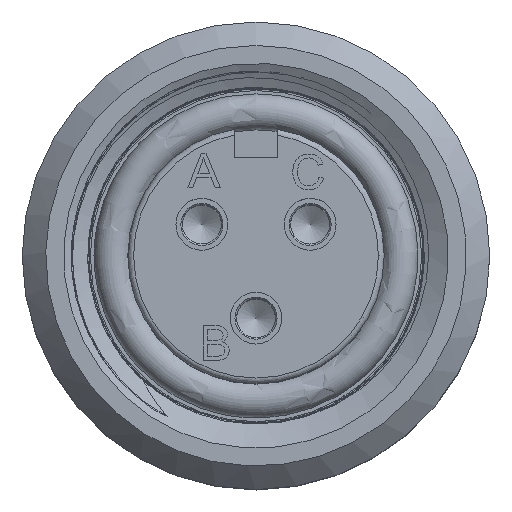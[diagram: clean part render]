
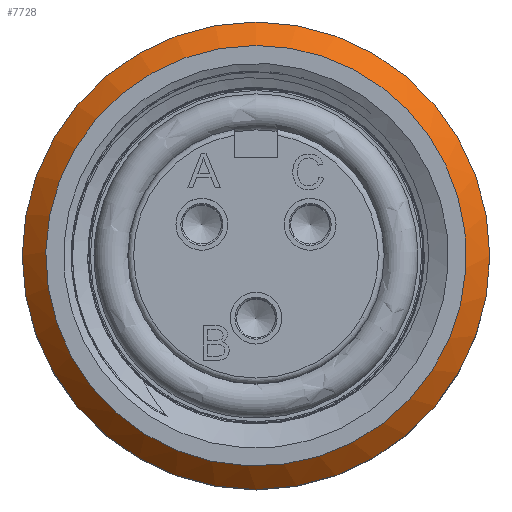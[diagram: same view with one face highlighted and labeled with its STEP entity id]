
A CAD part, top view. The second image highlights one B-rep face of the part: STEP entity #7728.
In plain terms, the highlighted conical face has half-angle 45 degrees and reference radius 9.779 mm.
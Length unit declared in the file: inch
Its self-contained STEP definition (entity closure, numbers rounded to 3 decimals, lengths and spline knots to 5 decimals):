
#88=CONICAL_SURFACE('',#8663,0.385,45.);
#725=FACE_BOUND('',#2690,.T.);
#1097=CIRCLE('',#8370,0.40581);
#1213=CIRCLE('',#8664,0.365);
#1947=FACE_OUTER_BOUND('',#2689,.T.);
#2689=EDGE_LOOP('',(#6630));
#2690=EDGE_LOOP('',(#6631));
#3532=VERTEX_POINT('',#11820);
#3885=VERTEX_POINT('',#18699);
#4311=EDGE_CURVE('',#3532,#3532,#1097,.T.);
#4789=EDGE_CURVE('',#3885,#3885,#1213,.T.);
#6630=ORIENTED_EDGE('',*,*,#4311,.F.);
#6631=ORIENTED_EDGE('',*,*,#4789,.T.);
#7728=ADVANCED_FACE('',(#1947,#725),#88,.T.);
#8370=AXIS2_PLACEMENT_3D('',#11821,#9968,#9969);
#8663=AXIS2_PLACEMENT_3D('',#18698,#10743,#10744);
#8664=AXIS2_PLACEMENT_3D('',#18700,#10745,#10746);
#9968=DIRECTION('center_axis',(0.,0.,-1.));
#9969=DIRECTION('ref_axis',(1.,0.,0.));
#10743=DIRECTION('center_axis',(0.,0.,
-1.));
#10744=DIRECTION('ref_axis',(-0.959,-0.282,0.));
#10745=DIRECTION('center_axis',(0.,0.,
-1.));
#10746=DIRECTION('ref_axis',(-0.959,-0.282,0.));
#11820=CARTESIAN_POINT('',(0.,0.40581,-0.20881));
#11821=CARTESIAN_POINT('Origin',(0.,0.,-0.20881));
#18698=CARTESIAN_POINT('Origin',(0.,0.,
-0.188));
#18699=CARTESIAN_POINT('',(0.35021,0.10286,-0.168));
#18700=CARTESIAN_POINT('Origin',(0.,0.,
-0.168));
